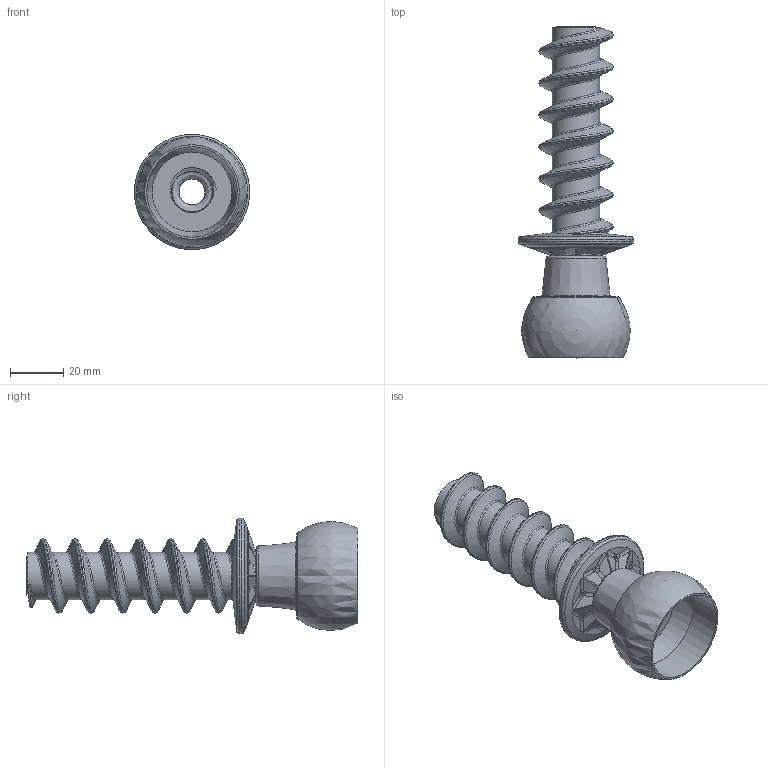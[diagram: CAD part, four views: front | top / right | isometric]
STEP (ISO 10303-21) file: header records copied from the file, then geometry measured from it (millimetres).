
FILE_DESCRIPTION(/* description */ (''),/* implementation_level */ '2;1');
FILE_NAME(/* name */ 'pool v10.step',/* time_stamp */ '2024-04-01T22:10:27-04:00',/* author */ (''),/* organization */ (''),/* preprocessor_version */ 'ST-DEVELOPER v20',/* originating_system */ 'Autodesk Translation Framework v12.20.1.177',/* authorisation */ '');
FILE_SCHEMA (('AUTOMOTIVE_DESIGN { 1 0 10303 214 3 1 1 }'));
Length unit declared in the file: inch
Products named in the file (1): pool
Bounding box: 43.18 x 124.44 x 43.17 mm (x, y, z)
Volume: 38025.2 mm3; surface area: 24741.1 mm2
Topology: 2 solids, 2 shells, 194 faces, 509 edges, 327 vertices
Faces by surface type: bspline 112, cylinder 57, plane 14, torus 5, cone 5, sphere 1
Full cylindrical faces by diameter (mm): 9.652 x1, 12.7 x1, 14.938 x5, 15.519 x6, 17.78 x5, 17.791 x5, 18.293 x6, 27.807 x6, 33.964 x1, 43.18 x1
Entity records: 18561 total; most frequent: CARTESIAN_POINT 14813, ORIENTED_EDGE 1014, EDGE_CURVE 507, B_SPLINE_CURVE_WITH_KNOTS 370, DIRECTION 360, VERTEX_POINT 327, EDGE_LOOP 208, FACE_OUTER_BOUND 194
